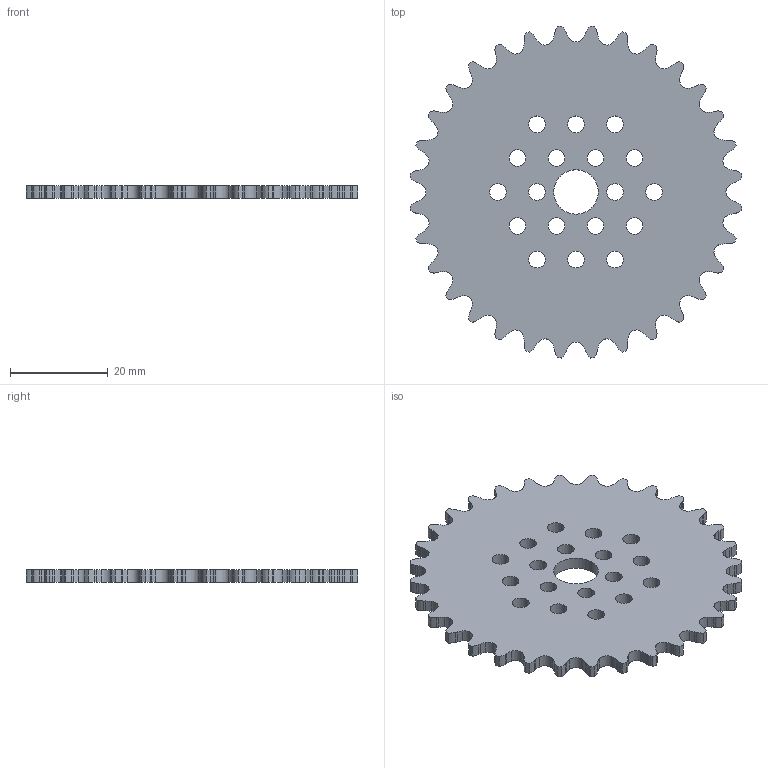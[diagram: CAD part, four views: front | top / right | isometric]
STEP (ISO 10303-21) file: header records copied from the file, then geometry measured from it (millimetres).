
FILE_DESCRIPTION (( 'STEP AP203' ), '1' );
FILE_NAME ('REV-41-1722 Sprocket, #25, 32T.STEP', '2021-07-26T20:18:03', ( '' ), ( '' ), 'SwSTEP 2.0', 'SolidWorks 2019', '' );
FILE_SCHEMA (( 'CONFIG_CONTROL_DESIGN' ));
Length unit declared in the file: inch
Products named in the file (1): REV-41-1722 Sprocket, #25, 32T
Bounding box: 67.95 x 67.95 x 2.5 mm (x, y, z)
Volume: 7569.8 mm3; surface area: 7420.5 mm2
Topology: 1 solids, 1 shells, 315 faces, 939 edges, 626 vertices
Faces by surface type: cylinder 249, plane 66
Entity records: 11006 total; most frequent: DIRECTION 2069, CARTESIAN_POINT 1881, ORIENTED_EDGE 1878, EDGE_CURVE 939, AXIS2_PLACEMENT_3D 814, VERTEX_POINT 626, CIRCLE 498, LINE 441
